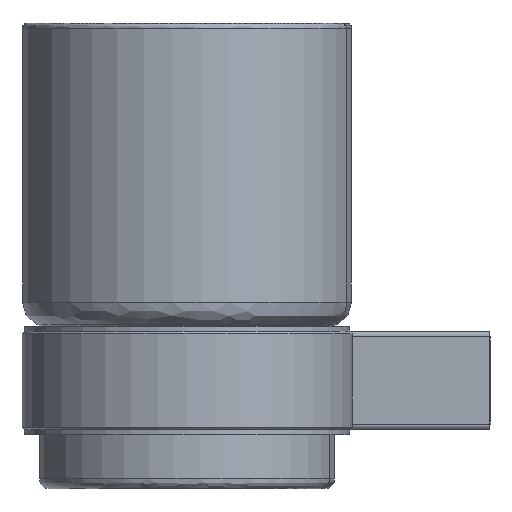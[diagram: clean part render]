
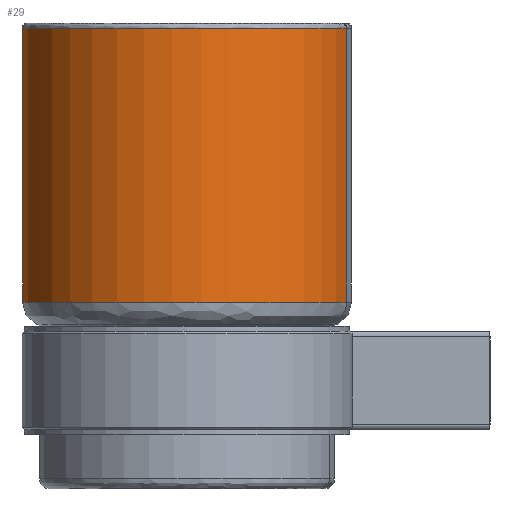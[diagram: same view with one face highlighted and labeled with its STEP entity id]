
A CAD part, left-side view. The second image highlights one B-rep face of the part: STEP entity #29.
In plain terms, the highlighted cylindrical face has radius 33.5 mm (diameter 67 mm), a partial arc.
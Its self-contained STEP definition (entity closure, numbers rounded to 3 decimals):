
#29 = ADVANCED_FACE ( 'NONE', ( #2543 ), #1401, .T. ) ;
#286 = LINE ( 'NONE', #2678, #1302 ) ;
#377 = CARTESIAN_POINT ( 'NONE',  ( -74.175, 32.925, 71.5 ) ) ;
#414 = DIRECTION ( 'NONE',  ( 0., 0., -1. ) ) ;
#448 = DIRECTION ( 'NONE',  ( -0.26, -0.965, 0. ) ) ;
#660 = ORIENTED_EDGE ( 'NONE', *, *, #1089, .T. ) ;
#718 = CARTESIAN_POINT ( 'NONE',  ( -74.175, 32.925, 27.393 ) ) ;
#736 = DIRECTION ( 'NONE',  ( 0., 0., 1. ) ) ;
#779 = CARTESIAN_POINT ( 'NONE',  ( -82.899, 0.581, 27.393 ) ) ;
#792 = VERTEX_POINT ( 'NONE', #1579 ) ;
#1006 = DIRECTION ( 'NONE',  ( -0.26, -0.965, 0. ) ) ;
#1052 = LINE ( 'NONE', #779, #1907 ) ;
#1089 = EDGE_CURVE ( 'NONE', #792, #2682, #1109, .T. ) ;
#1109 = CIRCLE ( 'NONE', #3316, 33.5 ) ;
#1175 = DIRECTION ( 'NONE',  ( 0., 0., 1. ) ) ;
#1302 = VECTOR ( 'NONE', #1175, 1000. ) ;
#1345 = EDGE_CURVE ( 'NONE', #1762, #2175, #3752, .T. ) ;
#1401 = CYLINDRICAL_SURFACE ( 'NONE', #1657, 33.5 ) ;
#1418 = DIRECTION ( 'NONE',  ( 0., 0., 1. ) ) ;
#1579 = CARTESIAN_POINT ( 'NONE',  ( -65.451, 65.269, 15.9 ) ) ;
#1615 = EDGE_CURVE ( 'NONE', #792, #2175, #286, .T. ) ;
#1657 = AXIS2_PLACEMENT_3D ( 'NONE', #718, #736, #448 ) ;
#1758 = ORIENTED_EDGE ( 'NONE', *, *, #3695, .T. ) ;
#1762 = VERTEX_POINT ( 'NONE', #2179 ) ;
#1827 = CARTESIAN_POINT ( 'NONE',  ( -74.175, 32.925, 15.9 ) ) ;
#1907 = VECTOR ( 'NONE', #1418, 1000. ) ;
#2036 = CARTESIAN_POINT ( 'NONE',  ( -65.451, 65.269, 71.5 ) ) ;
#2105 = DIRECTION ( 'NONE',  ( 0., 0., 1. ) ) ;
#2152 = ORIENTED_EDGE ( 'NONE', *, *, #1615, .F. ) ;
#2175 = VERTEX_POINT ( 'NONE', #2036 ) ;
#2179 = CARTESIAN_POINT ( 'NONE',  ( -82.899, 0.581, 71.5 ) ) ;
#2365 = AXIS2_PLACEMENT_3D ( 'NONE', #377, #414, #1006 ) ;
#2368 = DIRECTION ( 'NONE',  ( -0.26, -0.965, 0. ) ) ;
#2543 = FACE_OUTER_BOUND ( 'NONE', #3481, .T. ) ;
#2678 = CARTESIAN_POINT ( 'NONE',  ( -65.451, 65.269, 27.393 ) ) ;
#2682 = VERTEX_POINT ( 'NONE', #3616 ) ;
#3316 = AXIS2_PLACEMENT_3D ( 'NONE', #1827, #2105, #2368 ) ;
#3481 = EDGE_LOOP ( 'NONE', ( #2152, #660, #1758, #3876 ) ) ;
#3616 = CARTESIAN_POINT ( 'NONE',  ( -82.899, 0.581, 15.9 ) ) ;
#3695 = EDGE_CURVE ( 'NONE', #2682, #1762, #1052, .T. ) ;
#3752 = CIRCLE ( 'NONE', #2365, 33.5 ) ;
#3876 = ORIENTED_EDGE ( 'NONE', *, *, #1345, .T. ) ;
